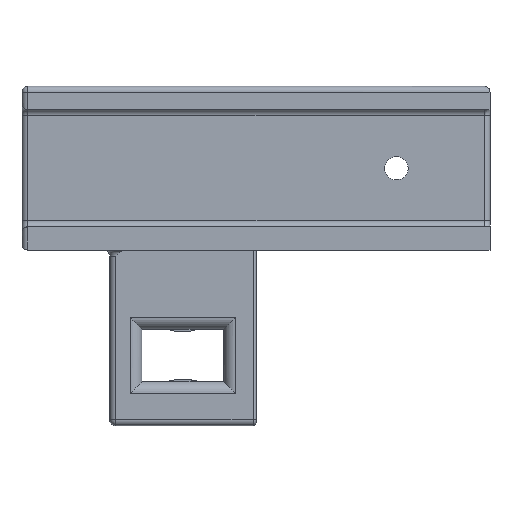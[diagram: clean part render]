
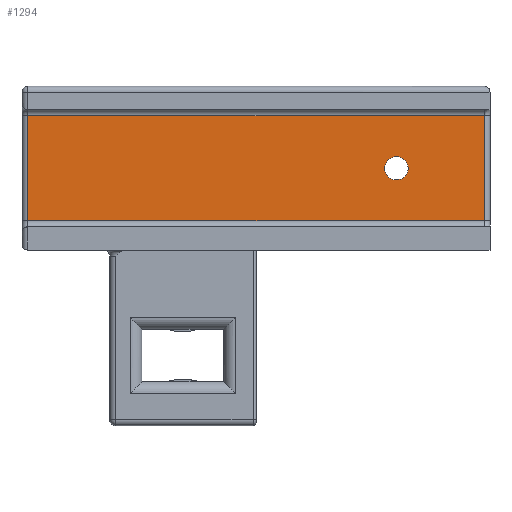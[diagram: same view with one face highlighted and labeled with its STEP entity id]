
A CAD part, front view. The second image highlights one B-rep face of the part: STEP entity #1294.
In plain terms, the highlighted planar face has unit normal (0, -1, 0).
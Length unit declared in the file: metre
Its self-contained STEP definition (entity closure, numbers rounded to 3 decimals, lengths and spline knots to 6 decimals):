
#156=LINE('',#2142,#273);
#157=LINE('',#2145,#274);
#158=LINE('',#2147,#275);
#159=LINE('',#2149,#276);
#273=VECTOR('',#1681,1.);
#274=VECTOR('',#1682,1.);
#275=VECTOR('',#1683,1.);
#276=VECTOR('',#1684,1.);
#434=ORIENTED_EDGE('',*,*,#796,.F.);
#435=ORIENTED_EDGE('',*,*,#797,.T.);
#436=ORIENTED_EDGE('',*,*,#798,.T.);
#437=ORIENTED_EDGE('',*,*,#799,.T.);
#438=ORIENTED_EDGE('',*,*,#800,.T.);
#796=EDGE_CURVE('',#969,#969,#1025,.T.);
#797=EDGE_CURVE('',#970,#971,#156,.T.);
#798=EDGE_CURVE('',#971,#972,#157,.F.);
#799=EDGE_CURVE('',#972,#973,#158,.F.);
#800=EDGE_CURVE('',#973,#970,#159,.T.);
#969=VERTEX_POINT('',#2141);
#970=VERTEX_POINT('',#2143);
#971=VERTEX_POINT('',#2144);
#972=VERTEX_POINT('',#2146);
#973=VERTEX_POINT('',#2148);
#1025=CIRCLE('',#1409,0.002);
#1085=EDGE_LOOP('',(#434));
#1086=EDGE_LOOP('',(#435,#436,#437,#438));
#1174=FACE_BOUND('',#1085,.T.);
#1175=FACE_BOUND('',#1086,.T.);
#1257=PLANE('',#1408);
#1294=ADVANCED_FACE('',(#1174,#1175),#1257,.T.);
#1408=AXIS2_PLACEMENT_3D('',#2139,#1677,#1678);
#1409=AXIS2_PLACEMENT_3D('',#2140,#1679,#1680);
#1677=DIRECTION('',(0.,-1.,0.));
#1678=DIRECTION('',(1.,0.,0.));
#1679=DIRECTION('',(0.,-1.,0.));
#1680=DIRECTION('',(0.,0.,-1.));
#1681=DIRECTION('',(1.,0.,0.));
#1682=DIRECTION('',(0.,0.,-1.));
#1683=DIRECTION('',(1.,0.,0.));
#1684=DIRECTION('',(0.,0.,-1.));
#2139=CARTESIAN_POINT('',(-0.04,-0.006,0.01));
#2140=CARTESIAN_POINT('',(-0.016,-0.006,0.01));
#2141=CARTESIAN_POINT('',(-0.016,-0.006,0.008));
#2142=CARTESIAN_POINT('',(0.,-0.006,0.001));
#2143=CARTESIAN_POINT('',(-0.079,-0.006,0.001));
#2144=CARTESIAN_POINT('',(-0.001,-0.006,0.001));
#2145=CARTESIAN_POINT('',(-0.001,-0.006,0.01));
#2146=CARTESIAN_POINT('',(-0.001,-0.006,0.019));
#2147=CARTESIAN_POINT('',(-0.04,-0.006,0.019));
#2148=CARTESIAN_POINT('',(-0.079,-0.006,0.019));
#2149=CARTESIAN_POINT('',(-0.079,-0.006,0.));
